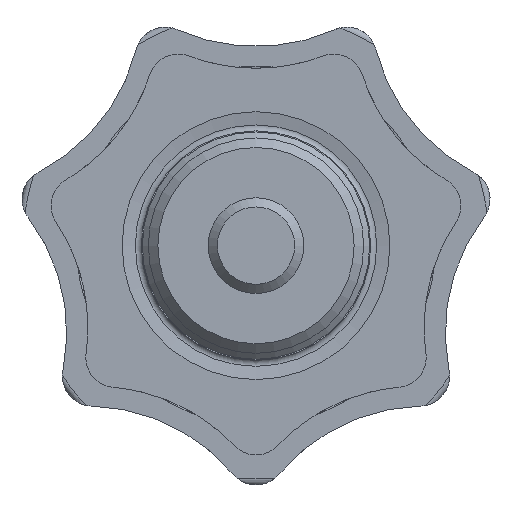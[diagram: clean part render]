
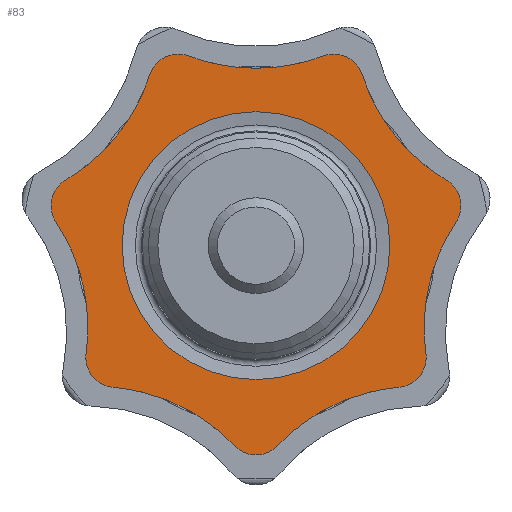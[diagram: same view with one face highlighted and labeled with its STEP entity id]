
A CAD part, front view. The second image highlights one B-rep face of the part: STEP entity #83.
In plain terms, the highlighted planar face has unit normal (0, -1, 0).
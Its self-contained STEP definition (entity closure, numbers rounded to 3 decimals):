
#83 = ADVANCED_FACE( '', ( #215, #216 ), #217, .F. );
#215 = FACE_OUTER_BOUND( '', #407, .T. );
#216 = FACE_BOUND( '', #408, .T. );
#217 = PLANE( '', #409 );
#407 = EDGE_LOOP( '', ( #602, #603, #604, #605, #606, #607, #608, #609, #610, #611, #612, #613, #614, #615 ) );
#408 = EDGE_LOOP( '', ( #616 ) );
#409 = AXIS2_PLACEMENT_3D( '', #617, #618, #619 );
#602 = ORIENTED_EDGE( '', *, *, #1132, .T. );
#603 = ORIENTED_EDGE( '', *, *, #1133, .F. );
#604 = ORIENTED_EDGE( '', *, *, #1134, .T. );
#605 = ORIENTED_EDGE( '', *, *, #1135, .F. );
#606 = ORIENTED_EDGE( '', *, *, #1136, .T. );
#607 = ORIENTED_EDGE( '', *, *, #1137, .F. );
#608 = ORIENTED_EDGE( '', *, *, #1138, .T. );
#609 = ORIENTED_EDGE( '', *, *, #1139, .F. );
#610 = ORIENTED_EDGE( '', *, *, #1140, .T. );
#611 = ORIENTED_EDGE( '', *, *, #1141, .F. );
#612 = ORIENTED_EDGE( '', *, *, #1142, .T. );
#613 = ORIENTED_EDGE( '', *, *, #1143, .F. );
#614 = ORIENTED_EDGE( '', *, *, #1144, .T. );
#615 = ORIENTED_EDGE( '', *, *, #1145, .F. );
#616 = ORIENTED_EDGE( '', *, *, #1146, .F. );
#617 = CARTESIAN_POINT( '', ( -20.893, 21.4, -8.107 ) );
#618 = DIRECTION( '', ( 0., 1., 0. ) );
#619 = DIRECTION( '', ( 0., 0., 1. ) );
#1132 = EDGE_CURVE( '', #1350, #1351, #1352, .T. );
#1133 = EDGE_CURVE( '', #1353, #1351, #1354, .T. );
#1134 = EDGE_CURVE( '', #1353, #1355, #1356, .T. );
#1135 = EDGE_CURVE( '', #1357, #1355, #1358, .T. );
#1136 = EDGE_CURVE( '', #1357, #1359, #1360, .T. );
#1137 = EDGE_CURVE( '', #1361, #1359, #1362, .T. );
#1138 = EDGE_CURVE( '', #1361, #1363, #1364, .T. );
#1139 = EDGE_CURVE( '', #1365, #1363, #1366, .T. );
#1140 = EDGE_CURVE( '', #1365, #1367, #1368, .T. );
#1141 = EDGE_CURVE( '', #1369, #1367, #1370, .T. );
#1142 = EDGE_CURVE( '', #1369, #1371, #1372, .T. );
#1143 = EDGE_CURVE( '', #1373, #1371, #1374, .T. );
#1144 = EDGE_CURVE( '', #1373, #1375, #1376, .T. );
#1145 = EDGE_CURVE( '', #1350, #1375, #1377, .T. );
#1146 = EDGE_CURVE( '', #1378, #1378, #1379, .F. );
#1350 = VERTEX_POINT( '', #1707 );
#1351 = VERTEX_POINT( '', #1708 );
#1352 = CIRCLE( '', #1709, 16. );
#1353 = VERTEX_POINT( '', #1710 );
#1354 = CIRCLE( '', #1711, 2.5 );
#1355 = VERTEX_POINT( '', #1712 );
#1356 = CIRCLE( '', #1713, 16. );
#1357 = VERTEX_POINT( '', #1714 );
#1358 = CIRCLE( '', #1715, 2.5 );
#1359 = VERTEX_POINT( '', #1716 );
#1360 = CIRCLE( '', #1717, 16. );
#1361 = VERTEX_POINT( '', #1718 );
#1362 = CIRCLE( '', #1719, 2.5 );
#1363 = VERTEX_POINT( '', #1720 );
#1364 = CIRCLE( '', #1721, 16. );
#1365 = VERTEX_POINT( '', #1722 );
#1366 = CIRCLE( '', #1723, 2.5 );
#1367 = VERTEX_POINT( '', #1724 );
#1368 = CIRCLE( '', #1725, 16. );
#1369 = VERTEX_POINT( '', #1726 );
#1370 = CIRCLE( '', #1727, 2.5 );
#1371 = VERTEX_POINT( '', #1728 );
#1372 = CIRCLE( '', #1729, 16. );
#1373 = VERTEX_POINT( '', #1730 );
#1374 = CIRCLE( '', #1731, 2.5 );
#1375 = VERTEX_POINT( '', #1732 );
#1376 = CIRCLE( '', #1733, 16. );
#1377 = CIRCLE( '', #1734, 2.5 );
#1378 = VERTEX_POINT( '', #1735 );
#1379 = CIRCLE( '', #1736, 11.193 );
#1707 = CARTESIAN_POINT( '', ( -16.71, 21.4, 1.96 ) );
#1708 = CARTESIAN_POINT( '', ( -14.205, 21.4, -9.016 ) );
#1709 = AXIS2_PLACEMENT_3D( '', #2508, #2509, #2510 );
#1710 = CARTESIAN_POINT( '', ( -11.95, 21.4, -11.842 ) );
#1711 = AXIS2_PLACEMENT_3D( '', #2511, #2512, #2513 );
#1712 = CARTESIAN_POINT( '', ( -1.808, 21.4, -16.727 ) );
#1713 = AXIS2_PLACEMENT_3D( '', #2514, #2515, #2516 );
#1714 = CARTESIAN_POINT( '', ( 1.808, 21.4, -16.727 ) );
#1715 = AXIS2_PLACEMENT_3D( '', #2517, #2518, #2519 );
#1716 = CARTESIAN_POINT( '', ( 11.95, 21.4, -11.842 ) );
#1717 = AXIS2_PLACEMENT_3D( '', #2520, #2521, #2522 );
#1718 = CARTESIAN_POINT( '', ( 14.205, 21.4, -9.016 ) );
#1719 = AXIS2_PLACEMENT_3D( '', #2523, #2524, #2525 );
#1720 = CARTESIAN_POINT( '', ( 16.71, 21.4, 1.96 ) );
#1721 = AXIS2_PLACEMENT_3D( '', #2526, #2527, #2528 );
#1722 = CARTESIAN_POINT( '', ( 15.905, 21.4, 5.485 ) );
#1723 = AXIS2_PLACEMENT_3D( '', #2529, #2530, #2531 );
#1724 = CARTESIAN_POINT( '', ( 8.886, 21.4, 14.286 ) );
#1725 = AXIS2_PLACEMENT_3D( '', #2532, #2533, #2534 );
#1726 = CARTESIAN_POINT( '', ( 5.629, 21.4, 15.855 ) );
#1727 = AXIS2_PLACEMENT_3D( '', #2535, #2536, #2537 );
#1728 = CARTESIAN_POINT( '', ( -5.629, 21.4, 15.855 ) );
#1729 = AXIS2_PLACEMENT_3D( '', #2538, #2539, #2540 );
#1730 = CARTESIAN_POINT( '', ( -8.886, 21.4, 14.286 ) );
#1731 = AXIS2_PLACEMENT_3D( '', #2541, #2542, #2543 );
#1732 = CARTESIAN_POINT( '', ( -15.905, 21.4, 5.485 ) );
#1733 = AXIS2_PLACEMENT_3D( '', #2544, #2545, #2546 );
#1734 = AXIS2_PLACEMENT_3D( '', #2547, #2548, #2549 );
#1735 = CARTESIAN_POINT( '', ( 0., 21.4, 11.193 ) );
#1736 = AXIS2_PLACEMENT_3D( '', #2550, #2551, #2552 );
#2508 = CARTESIAN_POINT( '', ( -30.059, 21.4, -6.861 ) );
#2509 = DIRECTION( '', ( 0., 1., 0. ) );
#2510 = DIRECTION( '', ( 1., 0., 0. ) );
#2511 = CARTESIAN_POINT( '', ( -11.727, 21.4, -9.352 ) );
#2512 = DIRECTION( '', ( 0., 1., 0. ) );
#2513 = DIRECTION( '', ( 1., 0., 0. ) );
#2514 = CARTESIAN_POINT( '', ( -13.377, 21.4, -27.779 ) );
#2515 = DIRECTION( '', ( 0., 1., 0. ) );
#2516 = DIRECTION( '', ( 1., 0., 0. ) );
#2517 = CARTESIAN_POINT( '', ( 0., 21.4, -15. ) );
#2518 = DIRECTION( '', ( 0., 1., 0. ) );
#2519 = DIRECTION( '', ( 1., 0., 0. ) );
#2520 = CARTESIAN_POINT( '', ( 13.377, 21.4, -27.779 ) );
#2521 = DIRECTION( '', ( 0., 1., 0. ) );
#2522 = DIRECTION( '', ( 1., 0., 0. ) );
#2523 = CARTESIAN_POINT( '', ( 11.727, 21.4, -9.352 ) );
#2524 = DIRECTION( '', ( 0., 1., 0. ) );
#2525 = DIRECTION( '', ( 1., 0., 0. ) );
#2526 = CARTESIAN_POINT( '', ( 30.059, 21.4, -6.861 ) );
#2527 = DIRECTION( '', ( 0., 1., 0. ) );
#2528 = DIRECTION( '', ( 1., 0., 0. ) );
#2529 = CARTESIAN_POINT( '', ( 14.624, 21.4, 3.338 ) );
#2530 = DIRECTION( '', ( 0., 1., 0. ) );
#2531 = DIRECTION( '', ( 1., 0., 0. ) );
#2532 = CARTESIAN_POINT( '', ( 24.105, 21.4, 19.223 ) );
#2533 = DIRECTION( '', ( 0., 1., 0. ) );
#2534 = DIRECTION( '', ( 1., 0., 0. ) );
#2535 = CARTESIAN_POINT( '', ( 6.508, 21.4, 13.515 ) );
#2536 = DIRECTION( '', ( 0., 1., 0. ) );
#2537 = DIRECTION( '', ( 1., 0., 0. ) );
#2538 = CARTESIAN_POINT( '', ( 0., 21.4, 30.832 ) );
#2539 = DIRECTION( '', ( 0., 1., 0. ) );
#2540 = DIRECTION( '', ( 1., 0., 0. ) );
#2541 = CARTESIAN_POINT( '', ( -6.508, 21.4, 13.515 ) );
#2542 = DIRECTION( '', ( 0., 1., 0. ) );
#2543 = DIRECTION( '', ( 1., 0., 0. ) );
#2544 = CARTESIAN_POINT( '', ( -24.105, 21.4, 19.223 ) );
#2545 = DIRECTION( '', ( 0., 1., 0. ) );
#2546 = DIRECTION( '', ( 1., 0., 0. ) );
#2547 = CARTESIAN_POINT( '', ( -14.624, 21.4, 3.338 ) );
#2548 = DIRECTION( '', ( 0., 1., 0. ) );
#2549 = DIRECTION( '', ( 1., 0., 0. ) );
#2550 = CARTESIAN_POINT( '', ( 0., 21.4, 0. ) );
#2551 = DIRECTION( '', ( 0., 1., 0. ) );
#2552 = DIRECTION( '', ( 0., 0., 1. ) );
